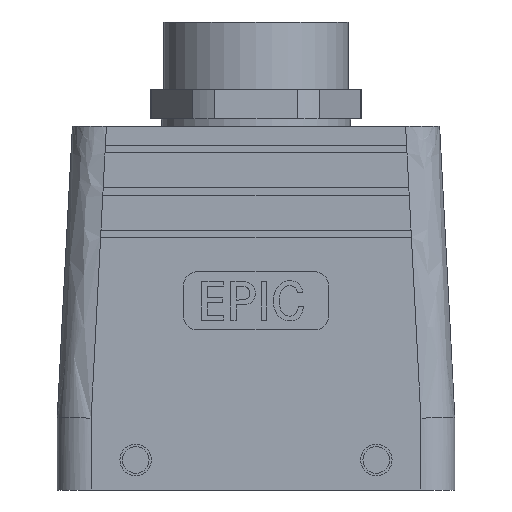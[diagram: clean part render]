
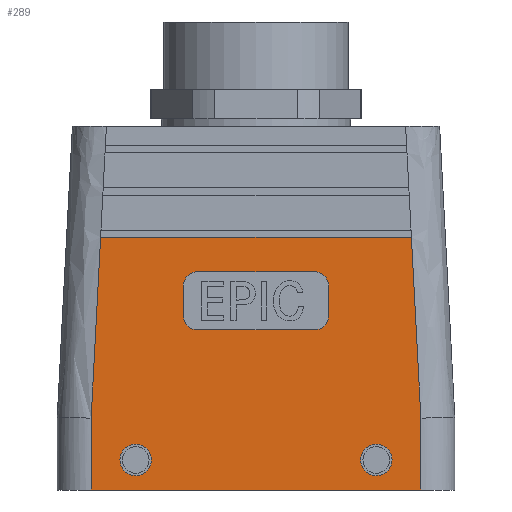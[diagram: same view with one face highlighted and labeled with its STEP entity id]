
A CAD part, left-side view. The second image highlights one B-rep face of the part: STEP entity #289.
In plain terms, the highlighted planar face has unit normal (-1, 0, 0).
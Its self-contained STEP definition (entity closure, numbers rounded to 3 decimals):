
#289 = ADVANCED_FACE( '', ( #736, #737, #738, #739 ), #740, .F. );
#736 = FACE_BOUND( '', #1495, .T. );
#737 = FACE_BOUND( '', #1496, .T. );
#738 = FACE_OUTER_BOUND( '', #1497, .T. );
#739 = FACE_BOUND( '', #1498, .T. );
#740 = PLANE( '', #1499 );
#1495 = EDGE_LOOP( '', ( #2515, #2516, #2517, #2518, #2519, #2520, #2521, #2522 ) );
#1496 = EDGE_LOOP( '', ( #2523 ) );
#1497 = EDGE_LOOP( '', ( #2524, #2525, #2526, #2527, #2528, #2529 ) );
#1498 = EDGE_LOOP( '', ( #2530 ) );
#1499 = AXIS2_PLACEMENT_3D( '', #2531, #2532, #2533 );
#2515 = ORIENTED_EDGE( '', *, *, #4079, .T. );
#2516 = ORIENTED_EDGE( '', *, *, #4080, .F. );
#2517 = ORIENTED_EDGE( '', *, *, #4081, .F. );
#2518 = ORIENTED_EDGE( '', *, *, #4082, .F. );
#2519 = ORIENTED_EDGE( '', *, *, #4083, .F. );
#2520 = ORIENTED_EDGE( '', *, *, #4084, .F. );
#2521 = ORIENTED_EDGE( '', *, *, #4085, .T. );
#2522 = ORIENTED_EDGE( '', *, *, #4026, .T. );
#2523 = ORIENTED_EDGE( '', *, *, #4086, .T. );
#2524 = ORIENTED_EDGE( '', *, *, #4087, .T. );
#2525 = ORIENTED_EDGE( '', *, *, #4088, .F. );
#2526 = ORIENTED_EDGE( '', *, *, #4089, .F. );
#2527 = ORIENTED_EDGE( '', *, *, #4090, .F. );
#2528 = ORIENTED_EDGE( '', *, *, #4047, .T. );
#2529 = ORIENTED_EDGE( '', *, *, #4091, .T. );
#2530 = ORIENTED_EDGE( '', *, *, #4092, .F. );
#2531 = CARTESIAN_POINT( '', ( -28., 41., 0. ) );
#2532 = DIRECTION( '', ( 1., 0., 0. ) );
#2533 = DIRECTION( '', ( 0., 0., -1. ) );
#4026 = EDGE_CURVE( '', #4741, #4742, #4743, .T. );
#4047 = EDGE_CURVE( '', #4597, #4775, #4777, .T. );
#4079 = EDGE_CURVE( '', #4742, #4825, #4826, .F. );
#4080 = EDGE_CURVE( '', #4827, #4825, #4828, .T. );
#4081 = EDGE_CURVE( '', #4829, #4827, #4830, .F. );
#4082 = EDGE_CURVE( '', #4831, #4829, #4832, .T. );
#4083 = EDGE_CURVE( '', #4833, #4831, #4834, .F. );
#4084 = EDGE_CURVE( '', #4835, #4833, #4836, .T. );
#4085 = EDGE_CURVE( '', #4835, #4741, #4837, .F. );
#4086 = EDGE_CURVE( '', #4838, #4838, #4839, .T. );
#4087 = EDGE_CURVE( '', #4840, #4841, #4842, .T. );
#4088 = EDGE_CURVE( '', #4843, #4841, #4844, .F. );
#4089 = EDGE_CURVE( '', #4784, #4843, #4845, .T. );
#4090 = EDGE_CURVE( '', #4597, #4784, #4846, .T. );
#4091 = EDGE_CURVE( '', #4775, #4840, #4847, .F. );
#4092 = EDGE_CURVE( '', #4848, #4848, #4849, .T. );
#4597 = VERTEX_POINT( '', #5584 );
#4741 = VERTEX_POINT( '', #5782 );
#4742 = VERTEX_POINT( '', #5783 );
#4743 = LINE( '', #5784, #5785 );
#4775 = VERTEX_POINT( '', #5888 );
#4777 = B_SPLINE_CURVE_WITH_KNOTS( '', 3, ( #5913, #5914, #5915, #5916 ), .UNSPECIFIED., .F., .F., ( 4, 4 ), ( 0.476, 0.599 ), .UNSPECIFIED. );
#4784 = VERTEX_POINT( '', #5935 );
#4825 = VERTEX_POINT( '', #6039 );
#4826 = CIRCLE( '', #6040, 3. );
#4827 = VERTEX_POINT( '', #6041 );
#4828 = LINE( '', #6042, #6043 );
#4829 = VERTEX_POINT( '', #6044 );
#4830 = CIRCLE( '', #6045, 3. );
#4831 = VERTEX_POINT( '', #6046 );
#4832 = LINE( '', #6047, #6048 );
#4833 = VERTEX_POINT( '', #6049 );
#4834 = CIRCLE( '', #6050, 3. );
#4835 = VERTEX_POINT( '', #6051 );
#4836 = LINE( '', #6052, #6053 );
#4837 = CIRCLE( '', #6054, 3. );
#4838 = VERTEX_POINT( '', #6055 );
#4839 = CIRCLE( '', #6056, 3.25 );
#4840 = VERTEX_POINT( '', #6057 );
#4841 = VERTEX_POINT( '', #6058 );
#4842 = LINE( '', #6059, #6060 );
#4843 = VERTEX_POINT( '', #6061 );
#4844 = B_SPLINE_CURVE_WITH_KNOTS( '', 3, ( #6062, #6063, #6064, #6065 ), .UNSPECIFIED., .F., .F., ( 4, 4 ), ( 0.4, 0.598 ), .UNSPECIFIED. );
#4845 = B_SPLINE_CURVE_WITH_KNOTS( '', 3, ( #6066, #6067, #6068, #6069 ), .UNSPECIFIED., .F., .F., ( 4, 4 ), ( 0.476, 0.599 ), .UNSPECIFIED. );
#4846 = LINE( '', #6070, #6071 );
#4847 = B_SPLINE_CURVE_WITH_KNOTS( '', 3, ( #6072, #6073, #6074, #6075 ), .UNSPECIFIED., .F., .F., ( 4, 4 ), ( 0.4, 0.598 ), .UNSPECIFIED. );
#4848 = VERTEX_POINT( '', #6076 );
#4849 = CIRCLE( '', #6077, 3.25 );
#5584 = CARTESIAN_POINT( '', ( -28., 32.046, 52.1 ) );
#5782 = CARTESIAN_POINT( '', ( -28., -15., 42. ) );
#5783 = CARTESIAN_POINT( '', ( -28., -15., 36. ) );
#5784 = CARTESIAN_POINT( '', ( -28., -15., 0. ) );
#5785 = VECTOR( '', #7300, 1000. );
#5888 = CARTESIAN_POINT( '', ( -28., 34., 14.817 ) );
#5913 = CARTESIAN_POINT( '', ( -28., 32.046, 52.1 ) );
#5914 = CARTESIAN_POINT( '', ( -28., 32.697, 39.672 ) );
#5915 = CARTESIAN_POINT( '', ( -28., 33.349, 27.244 ) );
#5916 = CARTESIAN_POINT( '', ( -28., 34., 14.817 ) );
#5935 = CARTESIAN_POINT( '', ( -28., -32.046, 52.1 ) );
#6039 = CARTESIAN_POINT( '', ( -28., -12., 33. ) );
#6040 = AXIS2_PLACEMENT_3D( '', #7333, #7334, #7335 );
#6041 = CARTESIAN_POINT( '', ( -28., 12., 33. ) );
#6042 = CARTESIAN_POINT( '', ( -28., 41., 33. ) );
#6043 = VECTOR( '', #7336, 1000. );
#6044 = CARTESIAN_POINT( '', ( -28., 15., 36. ) );
#6045 = AXIS2_PLACEMENT_3D( '', #7337, #7338, #7339 );
#6046 = CARTESIAN_POINT( '', ( -28., 15., 42. ) );
#6047 = CARTESIAN_POINT( '', ( -28., 15., 0. ) );
#6048 = VECTOR( '', #7340, 1000. );
#6049 = CARTESIAN_POINT( '', ( -28., 12., 45. ) );
#6050 = AXIS2_PLACEMENT_3D( '', #7341, #7342, #7343 );
#6051 = CARTESIAN_POINT( '', ( -28., -12., 45. ) );
#6052 = CARTESIAN_POINT( '', ( -28., 41., 45. ) );
#6053 = VECTOR( '', #7344, 1000. );
#6054 = AXIS2_PLACEMENT_3D( '', #7345, #7346, #7347 );
#6055 = CARTESIAN_POINT( '', ( -28., 28.05, 6.2 ) );
#6056 = AXIS2_PLACEMENT_3D( '', #7348, #7349, #7350 );
#6057 = CARTESIAN_POINT( '', ( -28., 34., 0. ) );
#6058 = CARTESIAN_POINT( '', ( -28., -34., 0. ) );
#6059 = CARTESIAN_POINT( '', ( -28., 41., 0. ) );
#6060 = VECTOR( '', #7351, 1000. );
#6061 = CARTESIAN_POINT( '', ( -28., -34., 14.817 ) );
#6062 = CARTESIAN_POINT( '', ( -28., -34., 0. ) );
#6063 = CARTESIAN_POINT( '', ( -28., -34., 4.939 ) );
#6064 = CARTESIAN_POINT( '', ( -28., -34., 9.878 ) );
#6065 = CARTESIAN_POINT( '', ( -28., -34., 14.817 ) );
#6066 = CARTESIAN_POINT( '', ( -28., -32.046, 52.1 ) );
#6067 = CARTESIAN_POINT( '', ( -28., -32.697, 39.672 ) );
#6068 = CARTESIAN_POINT( '', ( -28., -33.349, 27.244 ) );
#6069 = CARTESIAN_POINT( '', ( -28., -34., 14.817 ) );
#6070 = CARTESIAN_POINT( '', ( -28., 41., 52.1 ) );
#6071 = VECTOR( '', #7352, 1000. );
#6072 = CARTESIAN_POINT( '', ( -28., 34., 0. ) );
#6073 = CARTESIAN_POINT( '', ( -28., 34., 4.939 ) );
#6074 = CARTESIAN_POINT( '', ( -28., 34., 9.878 ) );
#6075 = CARTESIAN_POINT( '', ( -28., 34., 14.817 ) );
#6076 = CARTESIAN_POINT( '', ( -28., -28.05, 6.2 ) );
#6077 = AXIS2_PLACEMENT_3D( '', #7353, #7354, #7355 );
#7300 = DIRECTION( '', ( 0., 0., -1. ) );
#7333 = CARTESIAN_POINT( '', ( -28., -12., 36. ) );
#7334 = DIRECTION( '', ( -1., 0., 0. ) );
#7335 = DIRECTION( '', ( 0., 0., -1. ) );
#7336 = DIRECTION( '', ( 0., -1., 0. ) );
#7337 = CARTESIAN_POINT( '', ( -28., 12., 36. ) );
#7338 = DIRECTION( '', ( 1., 0., 0. ) );
#7339 = DIRECTION( '', ( 0., 0., -1. ) );
#7340 = DIRECTION( '', ( 0., 0., -1. ) );
#7341 = CARTESIAN_POINT( '', ( -28., 12., 42. ) );
#7342 = DIRECTION( '', ( 1., 0., 0. ) );
#7343 = DIRECTION( '', ( 0., 0., -1. ) );
#7344 = DIRECTION( '', ( 0., 1., 0. ) );
#7345 = CARTESIAN_POINT( '', ( -28., -12., 42. ) );
#7346 = DIRECTION( '', ( -1., 0., 0. ) );
#7347 = DIRECTION( '', ( 0., 0., -1. ) );
#7348 = CARTESIAN_POINT( '', ( -28., 24.8, 6.2 ) );
#7349 = DIRECTION( '', ( 1., 0., 0. ) );
#7350 = DIRECTION( '', ( 0., 1., 0. ) );
#7351 = DIRECTION( '', ( 0., -1., 0. ) );
#7352 = DIRECTION( '', ( 0., -1., 0. ) );
#7353 = CARTESIAN_POINT( '', ( -28., -24.8, 6.2 ) );
#7354 = DIRECTION( '', ( -1., 0., 0. ) );
#7355 = DIRECTION( '', ( 0., -1., 0. ) );
